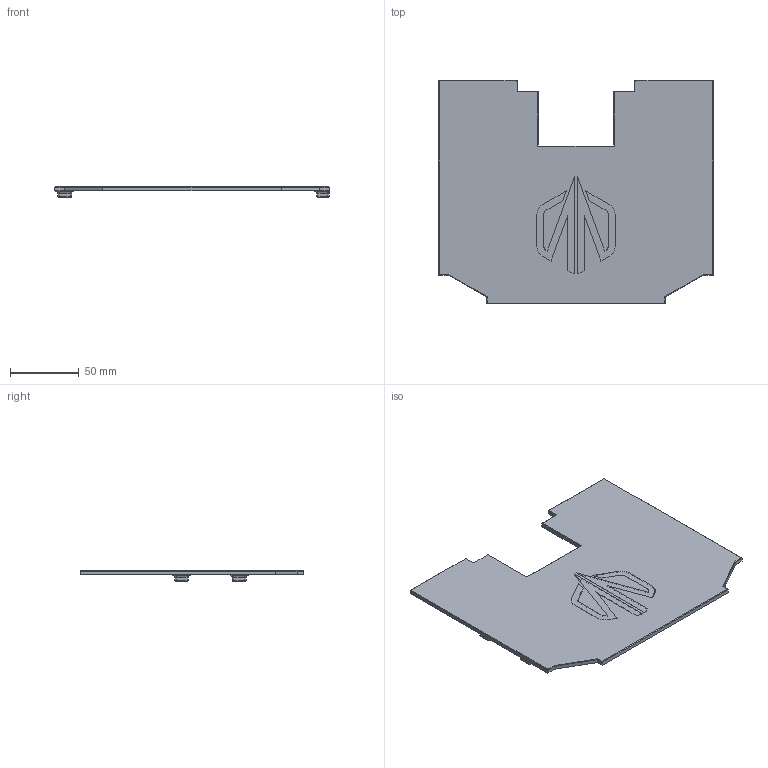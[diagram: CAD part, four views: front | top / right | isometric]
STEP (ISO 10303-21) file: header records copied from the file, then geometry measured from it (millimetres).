
FILE_DESCRIPTION(/* description */ (''),/* implementation_level */ '2;1');
FILE_NAME(/* name */ 'Deck Panel_UHP-200-24_Mounts.step',/* time_stamp */ '2023-07-23T17:49:50-05:00',/* author */ (''),/* organization */ (''),/* preprocessor_version */ 'ST-DEVELOPER v19.2',/* originating_system */ 'Autodesk Translation Framework v12.6.0.85',/* authorisation */ '');
FILE_SCHEMA (('AUTOMOTIVE_DESIGN { 1 0 10303 214 3 1 1 }'));
Length unit declared in the file: millimetre
Products named in the file (3): DeckPanel_UHP-200-24_Mounts; Deck Panel - MasturMods v5 (1); deck_panel (1)
Assembly tree (2 placements, depth 3):
  DeckPanel_UHP-200-24_Mounts
    Deck Panel - MasturMods v5 (1)
      deck_panel (1)
Bounding box: 200 x 163 x 7.5 mm (x, y, z)
Volume: 87572 mm3; surface area: 63872.4 mm2
Topology: 3 solids, 3 shells, 238 faces, 592 edges, 368 vertices
Faces by surface type: plane 132, cylinder 46, cone 40, torus 20
Full cylindrical faces by diameter (mm): 4.7 x4
Entity records: 7147 total; most frequent: CARTESIAN_POINT 1279, DIRECTION 1256, ORIENTED_EDGE 1184, EDGE_CURVE 592, AXIS2_PLACEMENT_3D 429, LINE 398, VECTOR 398, VERTEX_POINT 368
